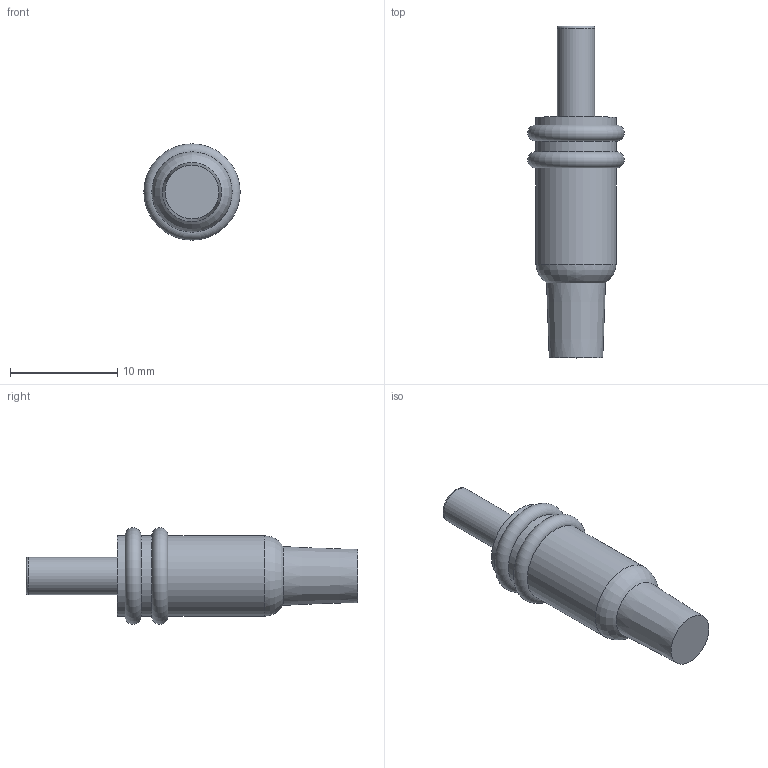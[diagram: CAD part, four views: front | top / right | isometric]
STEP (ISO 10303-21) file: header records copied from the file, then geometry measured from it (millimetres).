
FILE_DESCRIPTION(/* description */ ('Alibre Inc.'),/* implementation_level */ '2;1');
FILE_NAME(/* name */ 'export0',/* time_stamp */ '2017-09-22T21:37:16-07:00',/* author */ (''),/* organization */ (''),/* preprocessor_version */ 'ST-DEVELOPER v14',/* originating_system */ 'Alibre',/* authorisation */ '');
FILE_SCHEMA (('AUTOMOTIVE_DESIGN'));
Length unit declared in the file: millimetre
Bounding box: 9 x 31 x 9 mm (x, y, z)
Volume: 937.2 mm3; surface area: 735.2 mm2
Topology: 1 solids, 1 shells, 15 faces, 27 edges, 16 vertices
Faces by surface type: torus 5, cylinder 5, plane 4, cone 1
Full cylindrical faces by diameter (mm): 1.5 x1, 3.5 x1, 7.5 x3
Entity records: 402 total; most frequent: CARTESIAN_POINT 99, ORIENTED_EDGE 54, DIRECTION 53, AXIS2_PLACEMENT_3D 31, EDGE_CURVE 27, EDGE_LOOP 17, FACE_BOUND 17, VERTEX_POINT 16
